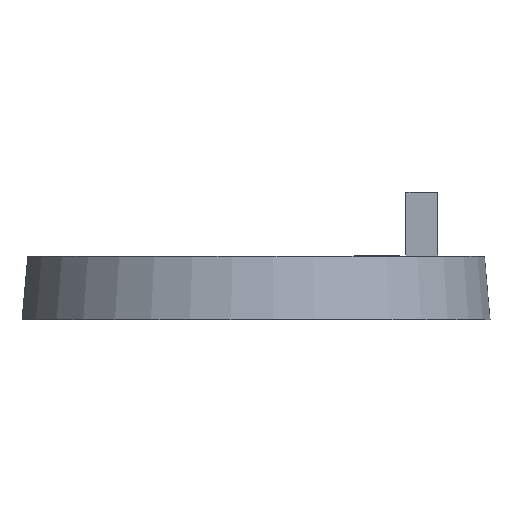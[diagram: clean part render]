
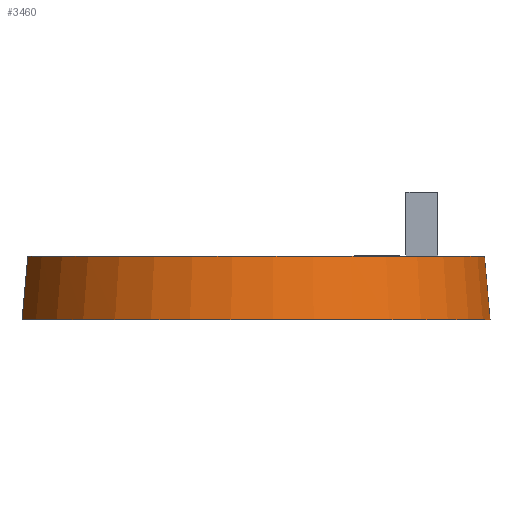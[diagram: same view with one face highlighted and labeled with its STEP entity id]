
A CAD part, front view. The second image highlights one B-rep face of the part: STEP entity #3460.
In plain terms, the highlighted conical face has half-angle 5 degrees and reference radius 75 mm.
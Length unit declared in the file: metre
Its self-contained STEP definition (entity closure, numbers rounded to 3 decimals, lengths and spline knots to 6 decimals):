
#157=CONICAL_SURFACE('',#3788,0.075,0.087);
#186=B_SPLINE_CURVE_WITH_KNOTS('',3,(#5578,#5579,#5580,#5581),
 .UNSPECIFIED.,.F.,.F.,(4,4),(0.07021,0.090292),
 .UNSPECIFIED.);
#187=B_SPLINE_CURVE_WITH_KNOTS('',3,(#5583,#5584,#5585,#5586),
 .UNSPECIFIED.,.F.,.F.,(4,4),(0.070205,0.090287),
 .UNSPECIFIED.);
#916=ORIENTED_EDGE('',*,*,#2020,.F.);
#917=ORIENTED_EDGE('',*,*,#1836,.F.);
#918=ORIENTED_EDGE('',*,*,#2021,.F.);
#919=ORIENTED_EDGE('',*,*,#2022,.T.);
#1836=EDGE_CURVE('',#2388,#2389,#2756,.T.);
#2020=EDGE_CURVE('',#2389,#2572,#186,.T.);
#2021=EDGE_CURVE('',#2573,#2388,#187,.T.);
#2022=EDGE_CURVE('',#2573,#2572,#2874,.T.);
#2388=VERTEX_POINT('',#5150);
#2389=VERTEX_POINT('',#5151);
#2572=VERTEX_POINT('',#5582);
#2573=VERTEX_POINT('',#5587);
#2756=CIRCLE('',#3670,0.07325);
#2874=CIRCLE('',#3789,0.075);
#3004=EDGE_LOOP('',(#916,#917,#918,#919));
#3212=FACE_BOUND('',#3004,.T.);
#3460=ADVANCED_FACE('',(#3212),#157,.T.);
#3670=AXIS2_PLACEMENT_3D('',#5149,#4079,#4080);
#3788=AXIS2_PLACEMENT_3D('',#5577,#4353,#4354);
#3789=AXIS2_PLACEMENT_3D('',#5588,#4355,#4356);
#4079=DIRECTION('',(0.,0.,1.));
#4080=DIRECTION('',(1.,0.,0.));
#4353=DIRECTION('',(0.,0.,-1.));
#4354=DIRECTION('',(1.,0.,0.));
#4355=DIRECTION('',(0.,0.,1.));
#4356=DIRECTION('',(1.,0.,0.));
#5149=CARTESIAN_POINT('',(0.,0.,0.02));
#5150=CARTESIAN_POINT('',(-0.070743,-0.019,0.02));
#5151=CARTESIAN_POINT('',(-0.070743,0.019,0.02));
#5577=CARTESIAN_POINT('',(0.,0.,0.));
#5578=CARTESIAN_POINT('',(-0.070743,0.019,0.02));
#5579=CARTESIAN_POINT('',(-0.071347,0.019,0.013333));
#5580=CARTESIAN_POINT('',(-0.07195,0.019,0.006667));
#5581=CARTESIAN_POINT('',(-0.072553,0.019,0.));
#5582=CARTESIAN_POINT('',(-0.072553,0.019,0.));
#5583=CARTESIAN_POINT('',(-0.072553,-0.019,0.));
#5584=CARTESIAN_POINT('',(-0.07195,-0.019,0.006667));
#5585=CARTESIAN_POINT('',(-0.071347,-0.019,0.013333));
#5586=CARTESIAN_POINT('',(-0.070743,-0.019,0.02));
#5587=CARTESIAN_POINT('',(-0.072553,-0.019,0.));
#5588=CARTESIAN_POINT('',(0.,0.,0.));
